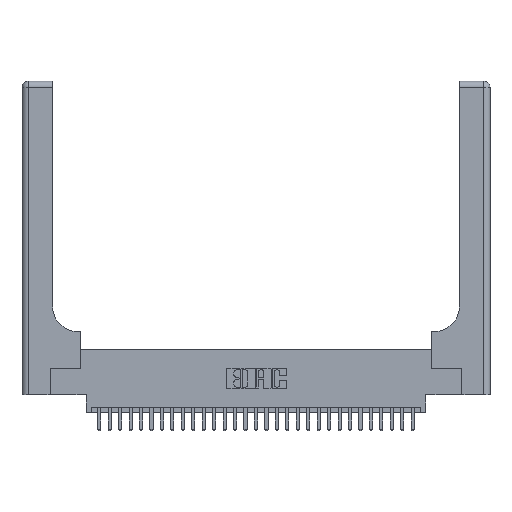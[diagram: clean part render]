
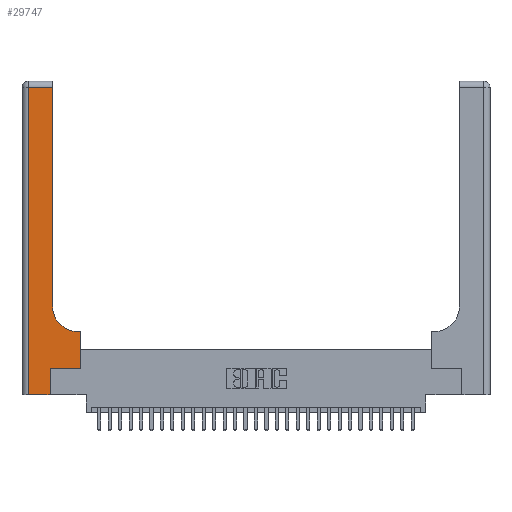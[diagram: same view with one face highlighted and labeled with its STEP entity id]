
A CAD part, top view. The second image highlights one B-rep face of the part: STEP entity #29747.
In plain terms, the highlighted planar face has unit normal (0, 0, 1).
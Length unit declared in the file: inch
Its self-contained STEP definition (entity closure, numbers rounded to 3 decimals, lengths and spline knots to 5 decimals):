
#216 = VECTOR ( 'NONE', #5492, 39.37008 ) ;
#993 = LINE ( 'NONE', #3036, #216 ) ;
#1756 = ORIENTED_EDGE ( 'NONE', *, *, #23023, .T. ) ;
#2465 = VECTOR ( 'NONE', #13852, 39.37008 ) ;
#2607 = CARTESIAN_POINT ( 'NONE',  ( 0.5415, 0.6, 0.37 ) ) ;
#3036 = CARTESIAN_POINT ( 'NONE',  ( 0.06, 3., 0.37 ) ) ;
#3047 = LINE ( 'NONE', #19378, #8740 ) ;
#4046 = CARTESIAN_POINT ( 'NONE',  ( 0.06, 2.94, 0.37 ) ) ;
#4088 = CIRCLE ( 'NONE', #18522, 0.25 ) ;
#4564 = EDGE_CURVE ( 'NONE', #5910, #27366, #3047, .T. ) ;
#5062 = CARTESIAN_POINT ( 'NONE',  ( 0.06, 0., 0.37 ) ) ;
#5492 = DIRECTION ( 'NONE',  ( 0., -1., 0. ) ) ;
#5587 = VERTEX_POINT ( 'NONE', #25739 ) ;
#5910 = VERTEX_POINT ( 'NONE', #16589 ) ;
#5913 = DIRECTION ( 'NONE',  ( -1., 0., 0. ) ) ;
#6086 = EDGE_CURVE ( 'NONE', #12878, #14865, #4088, .T. ) ;
#6447 = EDGE_LOOP ( 'NONE', ( #12385, #15315, #8221, #16670, #1756, #17782, #25405, #24252, #27030 ) ) ;
#6476 = PLANE ( 'NONE',  #28396 ) ;
#6938 = DIRECTION ( 'NONE',  ( 0., 1., 0. ) ) ;
#7533 = CARTESIAN_POINT ( 'NONE',  ( 0.2915, 0.85, 0.37 ) ) ;
#7617 = VECTOR ( 'NONE', #13609, 39.37008 ) ;
#7639 = DIRECTION ( 'NONE',  ( 0., 0., -1. ) ) ;
#8221 = ORIENTED_EDGE ( 'NONE', *, *, #28691, .T. ) ;
#8740 = VECTOR ( 'NONE', #12198, 39.37008 ) ;
#8774 = CARTESIAN_POINT ( 'NONE',  ( 0.2915, 3., 0.37 ) ) ;
#8914 = DIRECTION ( 'NONE',  ( 0., 0., -1. ) ) ;
#9378 = CARTESIAN_POINT ( 'NONE',  ( 0.5585, 0.25, 0.37 ) ) ;
#9841 = VECTOR ( 'NONE', #30176, 39.37008 ) ;
#10376 = VERTEX_POINT ( 'NONE', #5062 ) ;
#10501 = LINE ( 'NONE', #9378, #28984 ) ;
#10900 = CARTESIAN_POINT ( 'NONE',  ( 0., 0., 0.37 ) ) ;
#11347 = LINE ( 'NONE', #10900, #9841 ) ;
#11446 = CARTESIAN_POINT ( 'NONE',  ( 0.269, 0., 0.37 ) ) ;
#11622 = DIRECTION ( 'NONE',  ( -1., 0., 0. ) ) ;
#11684 = EDGE_CURVE ( 'NONE', #27366, #19678, #10501, .T. ) ;
#12198 = DIRECTION ( 'NONE',  ( 1., 0., 0. ) ) ;
#12385 = ORIENTED_EDGE ( 'NONE', *, *, #15199, .T. ) ;
#12549 = VERTEX_POINT ( 'NONE', #20923 ) ;
#12672 = LINE ( 'NONE', #17944, #13410 ) ;
#12878 = VERTEX_POINT ( 'NONE', #2607 ) ;
#13410 = VECTOR ( 'NONE', #5913, 39.37008 ) ;
#13609 = DIRECTION ( 'NONE',  ( 0., 1., 0. ) ) ;
#13852 = DIRECTION ( 'NONE',  ( 0., 1., 0. ) ) ;
#14012 = LINE ( 'NONE', #8774, #7617 ) ;
#14865 = VERTEX_POINT ( 'NONE', #7533 ) ;
#14961 = VECTOR ( 'NONE', #11622, 39.37008 ) ;
#15199 = EDGE_CURVE ( 'NONE', #14865, #5587, #14012, .T. ) ;
#15315 = ORIENTED_EDGE ( 'NONE', *, *, #23212, .T. ) ;
#16589 = CARTESIAN_POINT ( 'NONE',  ( 0.269, 0.25, 0.37 ) ) ;
#16670 = ORIENTED_EDGE ( 'NONE', *, *, #26304, .T. ) ;
#17224 = CARTESIAN_POINT ( 'NONE',  ( 0.5585, 0.6, 0.37 ) ) ;
#17782 = ORIENTED_EDGE ( 'NONE', *, *, #4564, .T. ) ;
#17944 = CARTESIAN_POINT ( 'NONE',  ( 0., 2.94, 0.37 ) ) ;
#18522 = AXIS2_PLACEMENT_3D ( 'NONE', #22096, #7639, #24517 ) ;
#19360 = VERTEX_POINT ( 'NONE', #4046 ) ;
#19378 = CARTESIAN_POINT ( 'NONE',  ( 0.269, 0.25, 0.37 ) ) ;
#19678 = VERTEX_POINT ( 'NONE', #17224 ) ;
#20923 = CARTESIAN_POINT ( 'NONE',  ( 0.269, 0., 0.37 ) ) ;
#20946 = CARTESIAN_POINT ( 'NONE',  ( 0., 3., 0.37 ) ) ;
#21415 = LINE ( 'NONE', #30796, #14961 ) ;
#21923 = CARTESIAN_POINT ( 'NONE',  ( 0.5585, 0.25, 0.37 ) ) ;
#22096 = CARTESIAN_POINT ( 'NONE',  ( 0.5415, 0.85, 0.37 ) ) ;
#23023 = EDGE_CURVE ( 'NONE', #12549, #5910, #28930, .T. ) ;
#23212 = EDGE_CURVE ( 'NONE', #5587, #19360, #12672, .T. ) ;
#24252 = ORIENTED_EDGE ( 'NONE', *, *, #28377, .T. ) ;
#24517 = DIRECTION ( 'NONE',  ( 1., 0., 0. ) ) ;
#25405 = ORIENTED_EDGE ( 'NONE', *, *, #11684, .T. ) ;
#25739 = CARTESIAN_POINT ( 'NONE',  ( 0.2915, 2.94, 0.37 ) ) ;
#25790 = DIRECTION ( 'NONE',  ( -1., 0., 0. ) ) ;
#26304 = EDGE_CURVE ( 'NONE', #10376, #12549, #11347, .T. ) ;
#27030 = ORIENTED_EDGE ( 'NONE', *, *, #6086, .T. ) ;
#27366 = VERTEX_POINT ( 'NONE', #21923 ) ;
#28136 = FACE_OUTER_BOUND ( 'NONE', #6447, .T. ) ;
#28377 = EDGE_CURVE ( 'NONE', #19678, #12878, #21415, .T. ) ;
#28396 = AXIS2_PLACEMENT_3D ( 'NONE', #20946, #8914, #25790 ) ;
#28691 = EDGE_CURVE ( 'NONE', #19360, #10376, #993, .T. ) ;
#28930 = LINE ( 'NONE', #11446, #2465 ) ;
#28984 = VECTOR ( 'NONE', #6938, 39.37008 ) ;
#29747 = ADVANCED_FACE ( 'NONE', ( #28136 ), #6476, .F. ) ;
#30176 = DIRECTION ( 'NONE',  ( 1., 0., 0. ) ) ;
#30796 = CARTESIAN_POINT ( 'NONE',  ( 0.2915, 0.6, 0.37 ) ) ;
